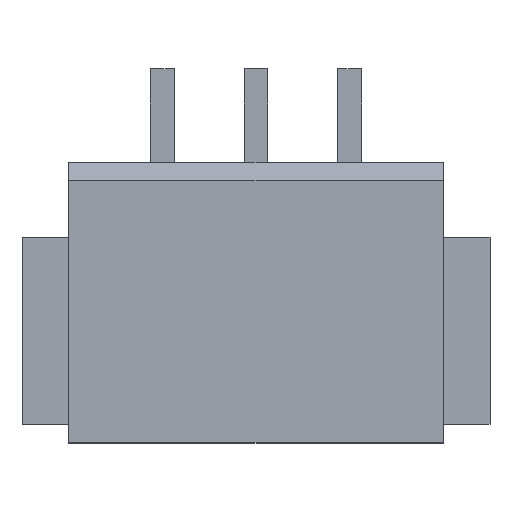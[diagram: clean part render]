
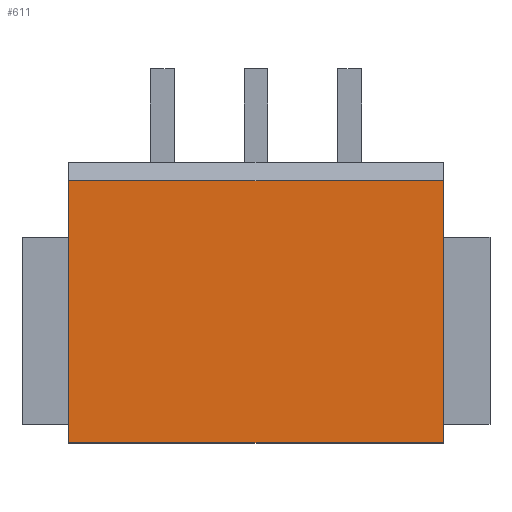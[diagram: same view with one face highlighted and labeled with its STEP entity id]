
A CAD part, top view. The second image highlights one B-rep face of the part: STEP entity #611.
In plain terms, the highlighted planar face has unit normal (0, 0, 1).
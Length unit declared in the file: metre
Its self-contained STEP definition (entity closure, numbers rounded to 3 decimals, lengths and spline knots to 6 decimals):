
#253 = EDGE_CURVE( '', #703, #704, #705, .T. );
#267 = EDGE_CURVE( '', #728, #703, #729, .T. );
#345 = EDGE_CURVE( '', #728, #855, #856, .T. );
#453 = EDGE_CURVE( '', #855, #704, #1011, .T. );
#611 = ADVANCED_FACE( '', ( #1196 ), #1197, .F. );
#703 = VERTEX_POINT( '', #1301 );
#704 = VERTEX_POINT( '', #1302 );
#705 = LINE( '', #1303, #1304 );
#728 = VERTEX_POINT( '', #1336 );
#729 = LINE( '', #1337, #1338 );
#855 = VERTEX_POINT( '', #1513 );
#856 = LINE( '', #1514, #1515 );
#1011 = LINE( '', #1738, #1739 );
#1196 = FACE_OUTER_BOUND( '', #2052, .T. );
#1197 = PLANE( '', #2053 );
#1301 = CARTESIAN_POINT( '', ( 0.005, -0.004148, 0.005996 ) );
#1302 = CARTESIAN_POINT( '', ( -0.005, -0.004148, 0.005996 ) );
#1303 = CARTESIAN_POINT( '', ( 0.005, -0.004148, 0.005996 ) );
#1304 = VECTOR( '', #2142, 1. );
#1336 = CARTESIAN_POINT( '', ( 0.005, 0.002852, 0.005996 ) );
#1337 = CARTESIAN_POINT( '', ( 0.005, 0.002852, 0.005996 ) );
#1338 = VECTOR( '', #2175, 1. );
#1513 = CARTESIAN_POINT( '', ( -0.005, 0.002852, 0.005996 ) );
#1514 = CARTESIAN_POINT( '', ( 0.005, 0.002852, 0.005996 ) );
#1515 = VECTOR( '', #2338, 1. );
#1738 = CARTESIAN_POINT( '', ( -0.005, 0.002852, 0.005996 ) );
#1739 = VECTOR( '', #2545, 1. );
#2052 = EDGE_LOOP( '', ( #2725, #2726, #2727, #2728 ) );
#2053 = AXIS2_PLACEMENT_3D( '', #2729, #2730, #2731 );
#2142 = DIRECTION( '', ( -1., 0., 0. ) );
#2175 = DIRECTION( '', ( 0., -1., 0. ) );
#2338 = DIRECTION( '', ( -1., 0., 0. ) );
#2545 = DIRECTION( '', ( 0., -1., 0. ) );
#2725 = ORIENTED_EDGE( '', *, *, #453, .T. );
#2726 = ORIENTED_EDGE( '', *, *, #253, .F. );
#2727 = ORIENTED_EDGE( '', *, *, #267, .F. );
#2728 = ORIENTED_EDGE( '', *, *, #345, .T. );
#2729 = CARTESIAN_POINT( '', ( 0.005, 0.002852, 0.005996 ) );
#2730 = DIRECTION( '', ( 0., 0., -1. ) );
#2731 = DIRECTION( '', ( -1., 0., 0. ) );
